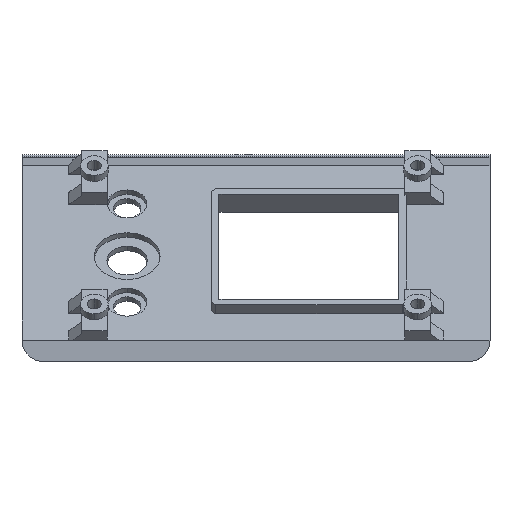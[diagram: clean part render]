
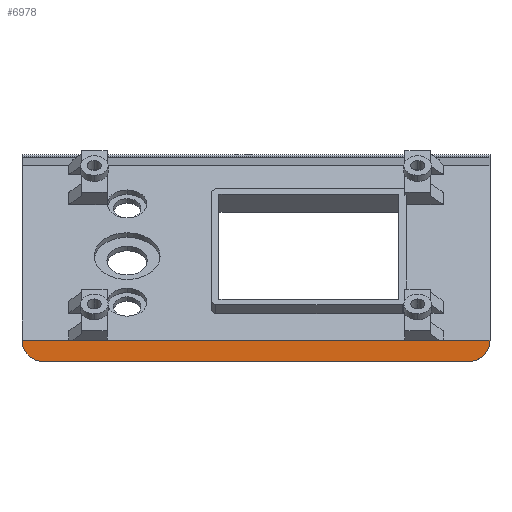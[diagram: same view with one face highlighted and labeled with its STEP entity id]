
A CAD part, front view. The second image highlights one B-rep face of the part: STEP entity #6978.
In plain terms, the highlighted planar face has unit normal (0, -1, 0).
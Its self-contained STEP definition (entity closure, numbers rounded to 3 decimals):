
#38 = ORIENTED_EDGE ( 'NONE', *, *, #7503, .T. ) ;
#309 = CARTESIAN_POINT ( 'NONE',  ( 55., 0., -98.982 ) ) ;
#448 = ORIENTED_EDGE ( 'NONE', *, *, #631, .F. ) ;
#631 = EDGE_CURVE ( 'NONE', #8199, #14033, #13892, .T. ) ;
#1489 = VECTOR ( 'NONE', #7565, 1000. ) ;
#2274 = CIRCLE ( 'NONE', #11697, 5. ) ;
#2425 = CARTESIAN_POINT ( 'NONE',  ( 55., 0., -103.982 ) ) ;
#2537 = ORIENTED_EDGE ( 'NONE', *, *, #7037, .T. ) ;
#2698 = AXIS2_PLACEMENT_3D ( 'NONE', #8211, #16525, #16356 ) ;
#3272 = VERTEX_POINT ( 'NONE', #16566 ) ;
#4284 = EDGE_CURVE ( 'NONE', #3272, #14033, #2274, .T. ) ;
#4939 = DIRECTION ( 'NONE',  ( 0., 1., 0. ) ) ;
#5099 = DIRECTION ( 'NONE',  ( 0., 0., 1. ) ) ;
#5213 = EDGE_LOOP ( 'NONE', ( #2537, #14387, #448, #38 ) ) ;
#5266 = CARTESIAN_POINT ( 'NONE',  ( -50., 0., -103.982 ) ) ;
#5269 = PLANE ( 'NONE',  #14546 ) ;
#5921 = DIRECTION ( 'NONE',  ( 0., -1., 0. ) ) ;
#6202 = CARTESIAN_POINT ( 'NONE',  ( 55., 0., -98.982 ) ) ;
#6978 = ADVANCED_FACE ( 'NONE', ( #12952 ), #5269, .F. ) ;
#7037 = EDGE_CURVE ( 'NONE', #10963, #3272, #13034, .T. ) ;
#7503 = EDGE_CURVE ( 'NONE', #8199, #10963, #12935, .T. ) ;
#7565 = DIRECTION ( 'NONE',  ( -1., 0., 0. ) ) ;
#8199 = VERTEX_POINT ( 'NONE', #14622 ) ;
#8211 = CARTESIAN_POINT ( 'NONE',  ( 50., 0., -98.982 ) ) ;
#8621 = DIRECTION ( 'NONE',  ( 0., 0., 1. ) ) ;
#10963 = VERTEX_POINT ( 'NONE', #11537 ) ;
#11537 = CARTESIAN_POINT ( 'NONE',  ( 55., 0., -98.982 ) ) ;
#11697 = AXIS2_PLACEMENT_3D ( 'NONE', #12495, #5921, #8621 ) ;
#12495 = CARTESIAN_POINT ( 'NONE',  ( -50., 0., -98.982 ) ) ;
#12935 = CIRCLE ( 'NONE', #2698, 5. ) ;
#12952 = FACE_OUTER_BOUND ( 'NONE', #5213, .T. ) ;
#13034 = LINE ( 'NONE', #309, #16178 ) ;
#13892 = LINE ( 'NONE', #2425, #1489 ) ;
#14033 = VERTEX_POINT ( 'NONE', #5266 ) ;
#14387 = ORIENTED_EDGE ( 'NONE', *, *, #4284, .T. ) ;
#14546 = AXIS2_PLACEMENT_3D ( 'NONE', #6202, #4939, #5099 ) ;
#14622 = CARTESIAN_POINT ( 'NONE',  ( 50., 0., -103.982 ) ) ;
#15657 = DIRECTION ( 'NONE',  ( -1., 0., 0. ) ) ;
#16178 = VECTOR ( 'NONE', #15657, 1000. ) ;
#16356 = DIRECTION ( 'NONE',  ( 0., 0., 1. ) ) ;
#16525 = DIRECTION ( 'NONE',  ( 0., -1., 0. ) ) ;
#16566 = CARTESIAN_POINT ( 'NONE',  ( -55., 0., -98.982 ) ) ;
